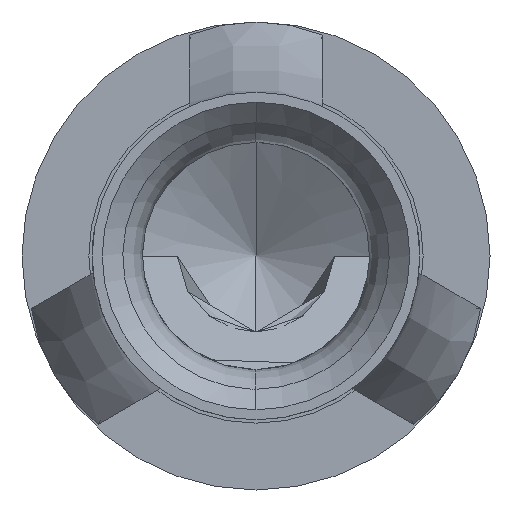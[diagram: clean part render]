
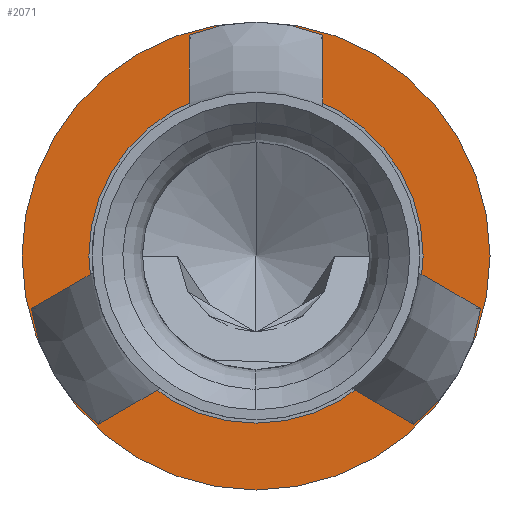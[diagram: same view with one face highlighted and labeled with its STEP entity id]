
A CAD part, left-side view. The second image highlights one B-rep face of the part: STEP entity #2071.
In plain terms, the highlighted planar face has unit normal (-1, 0, 0).
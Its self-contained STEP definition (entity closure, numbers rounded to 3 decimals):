
#547=CARTESIAN_POINT('',(0.95,0.,0.));
#548=DIRECTION('',(1.,0.,0.));
#549=DIRECTION('',(0.,0.,-1.));
#550=AXIS2_PLACEMENT_3D('',#547,#548,#549);
#552=CARTESIAN_POINT('',(0.95,0.,0.));
#553=DIRECTION('',(1.,0.,0.));
#554=DIRECTION('',(0.,0.,1.));
#555=AXIS2_PLACEMENT_3D('',#552,#553,#554);
#557=CARTESIAN_POINT('',(0.95,0.,0.));
#558=DIRECTION('',(-1.,0.,0.));
#559=DIRECTION('',(0.,0.,-1.));
#560=AXIS2_PLACEMENT_3D('',#557,#558,#559);
#562=CARTESIAN_POINT('',(0.95,0.,0.));
#563=DIRECTION('',(-1.,0.,0.));
#564=DIRECTION('',(0.,0.,1.));
#565=AXIS2_PLACEMENT_3D('',#562,#563,#564);
#1430=CARTESIAN_POINT('',(0.95,0.,1.25));
#1431=CARTESIAN_POINT('',(0.95,0.,-1.25));
#1432=VERTEX_POINT('',#1430);
#1433=VERTEX_POINT('',#1431);
#1438=CARTESIAN_POINT('',(0.95,0.,-1.75));
#1439=CARTESIAN_POINT('',(0.95,0.,1.75));
#1440=VERTEX_POINT('',#1438);
#1441=VERTEX_POINT('',#1439);
#2056=CARTESIAN_POINT('',(0.95,0.,0.));
#2057=DIRECTION('',(1.,0.,0.));
#2058=DIRECTION('',(0.,0.,-1.));
#2059=AXIS2_PLACEMENT_3D('',#2056,#2057,#2058);
#2060=PLANE('',#2059);
#2062=ORIENTED_EDGE('',*,*,#2061,.T.);
#2064=ORIENTED_EDGE('',*,*,#2063,.T.);
#2065=EDGE_LOOP('',(#2062,#2064));
#2066=FACE_OUTER_BOUND('',#2065,.F.);
#2067=ORIENTED_EDGE('',*,*,#2049,.T.);
#2068=ORIENTED_EDGE('',*,*,#2038,.T.);
#2069=EDGE_LOOP('',(#2067,#2068));
#2070=FACE_BOUND('',#2069,.F.);
#2071=ADVANCED_FACE('',(#2066,#2070),#2060,.F.);
#551=CIRCLE('',#550,1.75);
#556=CIRCLE('',#555,1.75);
#561=CIRCLE('',#560,1.25);
#566=CIRCLE('',#565,1.25);
#2038=EDGE_CURVE('',#1432,#1433,#566,.T.);
#2049=EDGE_CURVE('',#1433,#1432,#561,.T.);
#2061=EDGE_CURVE('',#1440,#1441,#551,.T.);
#2063=EDGE_CURVE('',#1441,#1440,#556,.T.);
